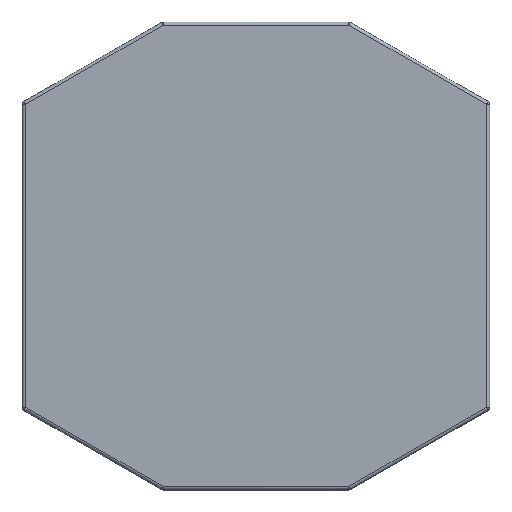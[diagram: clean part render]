
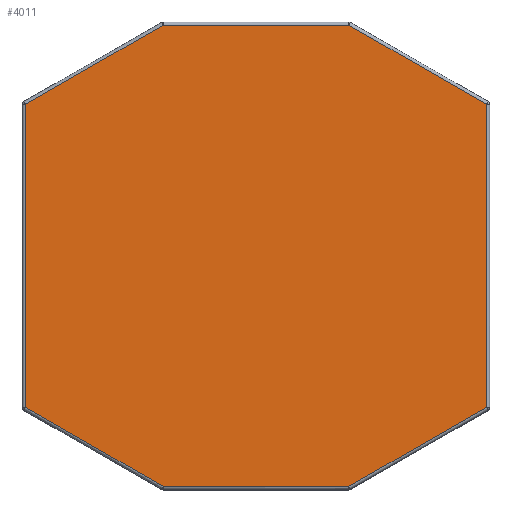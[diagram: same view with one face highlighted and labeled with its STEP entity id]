
A CAD part, top view. The second image highlights one B-rep face of the part: STEP entity #4011.
In plain terms, the highlighted planar face has unit normal (0, 0, 1).
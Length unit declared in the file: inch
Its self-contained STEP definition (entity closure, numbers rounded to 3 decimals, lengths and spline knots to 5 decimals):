
#94 = DIRECTION ( 'NONE',  ( 0., 0., 1. ) ) ;
#111 = VERTEX_POINT ( 'NONE', #2849 ) ;
#216 = EDGE_LOOP ( 'NONE', ( #2046, #227, #2861, #4192, #2189, #1638, #1080, #1139 ) ) ;
#227 = ORIENTED_EDGE ( 'NONE', *, *, #2721, .T. ) ;
#280 = CARTESIAN_POINT ( 'NONE',  ( 0., -0.05827, 0.05906 ) ) ;
#445 = VERTEX_POINT ( 'NONE', #1126 ) ;
#524 = CARTESIAN_POINT ( 'NONE',  ( 0.02341, 0.05827, 0.05906 ) ) ;
#553 = VECTOR ( 'NONE', #783, 39.37008 ) ;
#645 = VECTOR ( 'NONE', #3351, 39.37008 ) ;
#696 = CARTESIAN_POINT ( 'NONE',  ( 0.02341, -0.05827, 0.05906 ) ) ;
#783 = DIRECTION ( 'NONE',  ( 0., 1., 0. ) ) ;
#794 = LINE ( 'NONE', #2784, #5990 ) ;
#850 = DIRECTION ( 'NONE',  ( -0.867, -0.498, 0. ) ) ;
#1073 = CARTESIAN_POINT ( 'NONE',  ( 0., 0., 0.05906 ) ) ;
#1080 = ORIENTED_EDGE ( 'NONE', *, *, #5873, .T. ) ;
#1126 = CARTESIAN_POINT ( 'NONE',  ( -0.05827, 0.03827, 0.05906 ) ) ;
#1139 = ORIENTED_EDGE ( 'NONE', *, *, #4077, .T. ) ;
#1255 = EDGE_CURVE ( 'NONE', #6038, #6093, #2284, .T. ) ;
#1391 = DIRECTION ( 'NONE',  ( 0., -1., 0. ) ) ;
#1423 = EDGE_CURVE ( 'NONE', #445, #5619, #3341, .T. ) ;
#1638 = ORIENTED_EDGE ( 'NONE', *, *, #1423, .T. ) ;
#1797 = CARTESIAN_POINT ( 'NONE',  ( 0.05827, 0.03827, 0.05906 ) ) ;
#2046 = ORIENTED_EDGE ( 'NONE', *, *, #4994, .T. ) ;
#2093 = DIRECTION ( 'NONE',  ( 1., 0., 0. ) ) ;
#2189 = ORIENTED_EDGE ( 'NONE', *, *, #3612, .T. ) ;
#2235 = VECTOR ( 'NONE', #2786, 39.37008 ) ;
#2284 = LINE ( 'NONE', #1797, #645 ) ;
#2302 = CARTESIAN_POINT ( 'NONE',  ( -0.05827, 0., 0.05906 ) ) ;
#2527 = CARTESIAN_POINT ( 'NONE',  ( 0.02341, -0.05827, 0.05906 ) ) ;
#2721 = EDGE_CURVE ( 'NONE', #3803, #6038, #4262, .T. ) ;
#2784 = CARTESIAN_POINT ( 'NONE',  ( 0., 0.05827, 0.05906 ) ) ;
#2786 = DIRECTION ( 'NONE',  ( 1., 0., 0. ) ) ;
#2849 = CARTESIAN_POINT ( 'NONE',  ( -0.02341, -0.05827, 0.05906 ) ) ;
#2861 = ORIENTED_EDGE ( 'NONE', *, *, #1255, .T. ) ;
#3058 = VECTOR ( 'NONE', #850, 39.37008 ) ;
#3206 = LINE ( 'NONE', #696, #4933 ) ;
#3277 = LINE ( 'NONE', #280, #2235 ) ;
#3341 = LINE ( 'NONE', #2302, #4181 ) ;
#3351 = DIRECTION ( 'NONE',  ( -0.867, 0.498, 0. ) ) ;
#3554 = FACE_OUTER_BOUND ( 'NONE', #216, .T. ) ;
#3595 = VECTOR ( 'NONE', #4804, 39.37008 ) ;
#3612 = EDGE_CURVE ( 'NONE', #3684, #445, #3919, .T. ) ;
#3658 = LINE ( 'NONE', #5300, #3595 ) ;
#3684 = VERTEX_POINT ( 'NONE', #4061 ) ;
#3717 = VERTEX_POINT ( 'NONE', #2527 ) ;
#3778 = AXIS2_PLACEMENT_3D ( 'NONE', #1073, #94, #2093 ) ;
#3803 = VERTEX_POINT ( 'NONE', #5551 ) ;
#3919 = LINE ( 'NONE', #5322, #3058 ) ;
#4011 = ADVANCED_FACE ( 'NONE', ( #3554 ), #5542, .T. ) ;
#4061 = CARTESIAN_POINT ( 'NONE',  ( -0.02341, 0.05827, 0.05906 ) ) ;
#4077 = EDGE_CURVE ( 'NONE', #111, #3717, #3277, .T. ) ;
#4181 = VECTOR ( 'NONE', #1391, 39.37008 ) ;
#4192 = ORIENTED_EDGE ( 'NONE', *, *, #5524, .T. ) ;
#4262 = LINE ( 'NONE', #6294, #553 ) ;
#4766 = DIRECTION ( 'NONE',  ( -1., 0., 0. ) ) ;
#4804 = DIRECTION ( 'NONE',  ( 0.867, -0.498, 0. ) ) ;
#4933 = VECTOR ( 'NONE', #5196, 39.37008 ) ;
#4994 = EDGE_CURVE ( 'NONE', #3717, #3803, #3206, .T. ) ;
#5196 = DIRECTION ( 'NONE',  ( 0.867, 0.498, 0. ) ) ;
#5300 = CARTESIAN_POINT ( 'NONE',  ( -0.05827, -0.03827, 0.05906 ) ) ;
#5322 = CARTESIAN_POINT ( 'NONE',  ( -0.02341, 0.05827, 0.05906 ) ) ;
#5365 = CARTESIAN_POINT ( 'NONE',  ( -0.05827, -0.03827, 0.05906 ) ) ;
#5524 = EDGE_CURVE ( 'NONE', #6093, #3684, #794, .T. ) ;
#5542 = PLANE ( 'NONE',  #3778 ) ;
#5551 = CARTESIAN_POINT ( 'NONE',  ( 0.05827, -0.03827, 0.05906 ) ) ;
#5619 = VERTEX_POINT ( 'NONE', #5365 ) ;
#5873 = EDGE_CURVE ( 'NONE', #5619, #111, #3658, .T. ) ;
#5990 = VECTOR ( 'NONE', #4766, 39.37008 ) ;
#6038 = VERTEX_POINT ( 'NONE', #6366 ) ;
#6093 = VERTEX_POINT ( 'NONE', #524 ) ;
#6294 = CARTESIAN_POINT ( 'NONE',  ( 0.05827, 0., 0.05906 ) ) ;
#6366 = CARTESIAN_POINT ( 'NONE',  ( 0.05827, 0.03827, 0.05906 ) ) ;
